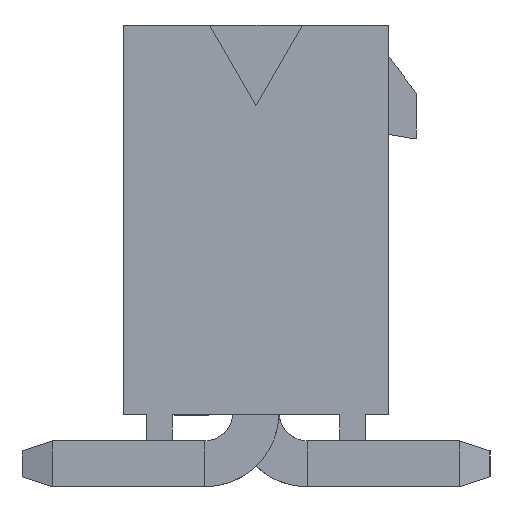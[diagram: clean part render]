
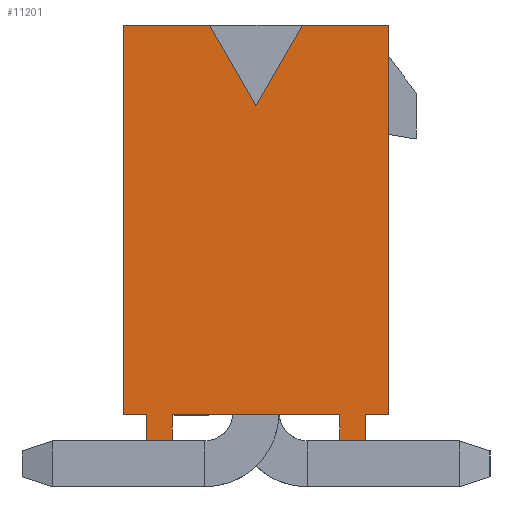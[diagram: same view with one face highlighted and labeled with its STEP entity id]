
A CAD part, left-side view. The second image highlights one B-rep face of the part: STEP entity #11201.
In plain terms, the highlighted planar face has unit normal (-1, 0, 0).
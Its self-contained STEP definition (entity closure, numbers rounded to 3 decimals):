
#8208=CARTESIAN_POINT('',(-17.425,-2.075,-9.65));
#8209=VERTEX_POINT('',#8208);
#8216=CARTESIAN_POINT('',(-17.425,2.075,-9.65));
#8217=VERTEX_POINT('',#8216);
#8218=CARTESIAN_POINT('',(-17.425,-2.075,-9.65));
#8219=DIRECTION('',(0.,1.,0.));
#8220=VECTOR('',#8219,4.15);
#8221=LINE('',#8218,#8220);
#8222=EDGE_CURVE('',#8209,#8217,#8221,.T.);
#11073=CARTESIAN_POINT('',(-17.425,-2.075,-10.29));
#11074=VERTEX_POINT('',#11073);
#11081=CARTESIAN_POINT('',(-17.425,-2.075,-10.29));
#11082=DIRECTION('',(0.,0.,1.));
#11083=VECTOR('',#11082,0.64);
#11084=LINE('',#11081,#11083);
#11085=EDGE_CURVE('',#11074,#8209,#11084,.T.);
#11090=CARTESIAN_POINT('',(-17.425,0.,-5.145));
#11091=DIRECTION('',(0.,-1.,0.));
#11092=DIRECTION('',(-1.,0.,0.));
#11093=AXIS2_PLACEMENT_3D('',#11090,#11092,#11091);
#11094=PLANE('',#11093);
#11095=ORIENTED_EDGE('',*,*,#11085,.F.);
#11096=CARTESIAN_POINT('',(-17.425,-2.705,-10.29));
#11097=VERTEX_POINT('',#11096);
#11098=CARTESIAN_POINT('',(-17.425,-2.075,-10.29));
#11099=DIRECTION('',(0.,-1.,0.));
#11100=VECTOR('',#11099,0.63);
#11101=LINE('',#11098,#11100);
#11102=EDGE_CURVE('',#11074,#11097,#11101,.T.);
#11103=ORIENTED_EDGE('',*,*,#11102,.T.);
#11104=CARTESIAN_POINT('',(-17.425,-2.705,-9.65));
#11105=VERTEX_POINT('',#11104);
#11106=CARTESIAN_POINT('',(-17.425,-2.705,-10.29));
#11107=DIRECTION('',(0.,0.,1.));
#11108=VECTOR('',#11107,0.64);
#11109=LINE('',#11106,#11108);
#11110=EDGE_CURVE('',#11097,#11105,#11109,.T.);
#11111=ORIENTED_EDGE('',*,*,#11110,.T.);
#11112=CARTESIAN_POINT('',(-17.425,-3.29,-9.65));
#11113=VERTEX_POINT('',#11112);
#11114=CARTESIAN_POINT('',(-17.425,-2.705,-9.65));
#11115=DIRECTION('',(0.,-1.,0.));
#11116=VECTOR('',#11115,0.585);
#11117=LINE('',#11114,#11116);
#11118=EDGE_CURVE('',#11105,#11113,#11117,.T.);
#11119=ORIENTED_EDGE('',*,*,#11118,.T.);
#11120=CARTESIAN_POINT('',(-17.425,-3.29,0.));
#11121=VERTEX_POINT('',#11120);
#11122=CARTESIAN_POINT('',(-17.425,-3.29,-9.65));
#11123=DIRECTION('',(0.,0.,1.));
#11124=VECTOR('',#11123,9.65);
#11125=LINE('',#11122,#11124);
#11126=EDGE_CURVE('',#11113,#11121,#11125,.T.);
#11127=ORIENTED_EDGE('',*,*,#11126,.T.);
#11128=CARTESIAN_POINT('',(-17.425,-1.15,0.));
#11129=VERTEX_POINT('',#11128);
#11130=CARTESIAN_POINT('',(-17.425,-3.29,0.));
#11131=DIRECTION('',(0.,1.,0.));
#11132=VECTOR('',#11131,2.14);
#11133=LINE('',#11130,#11132);
#11134=EDGE_CURVE('',#11121,#11129,#11133,.T.);
#11135=ORIENTED_EDGE('',*,*,#11134,.T.);
#11136=CARTESIAN_POINT('',(-17.425,0.,-2.));
#11137=VERTEX_POINT('',#11136);
#11138=CARTESIAN_POINT('',(-17.425,-1.15,0.));
#11139=DIRECTION('',(0.,0.498,-0.867));
#11140=VECTOR('',#11139,2.307);
#11141=LINE('',#11138,#11140);
#11142=EDGE_CURVE('',#11129,#11137,#11141,.T.);
#11143=ORIENTED_EDGE('',*,*,#11142,.T.);
#11144=CARTESIAN_POINT('',(-17.425,1.15,0.));
#11145=VERTEX_POINT('',#11144);
#11146=CARTESIAN_POINT('',(-17.425,0.,-2.));
#11147=DIRECTION('',(0.,0.498,0.867));
#11148=VECTOR('',#11147,2.307);
#11149=LINE('',#11146,#11148);
#11150=EDGE_CURVE('',#11137,#11145,#11149,.T.);
#11151=ORIENTED_EDGE('',*,*,#11150,.T.);
#11152=CARTESIAN_POINT('',(-17.425,3.29,0.));
#11153=VERTEX_POINT('',#11152);
#11154=CARTESIAN_POINT('',(-17.425,1.15,0.));
#11155=DIRECTION('',(0.,1.,0.));
#11156=VECTOR('',#11155,2.14);
#11157=LINE('',#11154,#11156);
#11158=EDGE_CURVE('',#11145,#11153,#11157,.T.);
#11159=ORIENTED_EDGE('',*,*,#11158,.T.);
#11160=CARTESIAN_POINT('',(-17.425,3.29,-9.65));
#11161=VERTEX_POINT('',#11160);
#11162=CARTESIAN_POINT('',(-17.425,3.29,0.));
#11163=DIRECTION('',(0.,0.,-1.));
#11164=VECTOR('',#11163,9.65);
#11165=LINE('',#11162,#11164);
#11166=EDGE_CURVE('',#11153,#11161,#11165,.T.);
#11167=ORIENTED_EDGE('',*,*,#11166,.T.);
#11168=CARTESIAN_POINT('',(-17.425,2.705,-9.65));
#11169=VERTEX_POINT('',#11168);
#11170=CARTESIAN_POINT('',(-17.425,3.29,-9.65));
#11171=DIRECTION('',(0.,-1.,0.));
#11172=VECTOR('',#11171,0.585);
#11173=LINE('',#11170,#11172);
#11174=EDGE_CURVE('',#11161,#11169,#11173,.T.);
#11175=ORIENTED_EDGE('',*,*,#11174,.T.);
#11176=CARTESIAN_POINT('',(-17.425,2.705,-10.29));
#11177=VERTEX_POINT('',#11176);
#11178=CARTESIAN_POINT('',(-17.425,2.705,-9.65));
#11179=DIRECTION('',(0.,0.,-1.));
#11180=VECTOR('',#11179,0.64);
#11181=LINE('',#11178,#11180);
#11182=EDGE_CURVE('',#11169,#11177,#11181,.T.);
#11183=ORIENTED_EDGE('',*,*,#11182,.T.);
#11184=CARTESIAN_POINT('',(-17.425,2.075,-10.29));
#11185=VERTEX_POINT('',#11184);
#11186=CARTESIAN_POINT('',(-17.425,2.705,-10.29));
#11187=DIRECTION('',(0.,-1.,0.));
#11188=VECTOR('',#11187,0.63);
#11189=LINE('',#11186,#11188);
#11190=EDGE_CURVE('',#11177,#11185,#11189,.T.);
#11191=ORIENTED_EDGE('',*,*,#11190,.T.);
#11192=CARTESIAN_POINT('',(-17.425,2.075,-10.29));
#11193=DIRECTION('',(0.,0.,1.));
#11194=VECTOR('',#11193,0.64);
#11195=LINE('',#11192,#11194);
#11196=EDGE_CURVE('',#11185,#8217,#11195,.T.);
#11197=ORIENTED_EDGE('',*,*,#11196,.T.);
#11198=ORIENTED_EDGE('',*,*,#8222,.F.);
#11199=EDGE_LOOP('',(#11095,#11103,#11111,#11119,#11127,#11135,#11143,#11151,#11159,#11167,#11175,#11183,#11191,#11197,#11198));
#11200=FACE_OUTER_BOUND('',#11199,.T.);
#11201=ADVANCED_FACE('',(#11200),#11094,.T.);
